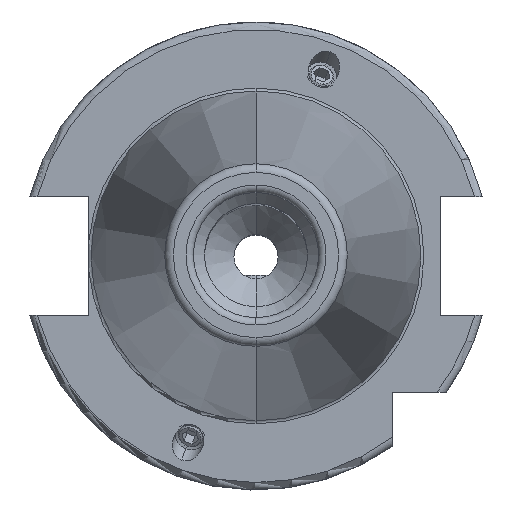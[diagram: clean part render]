
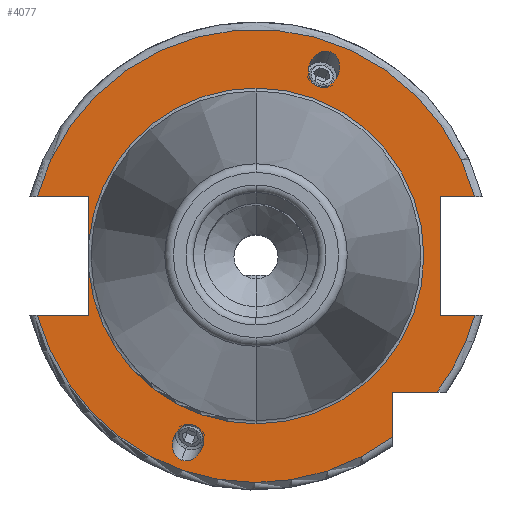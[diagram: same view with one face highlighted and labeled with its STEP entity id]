
A CAD part, top view. The second image highlights one B-rep face of the part: STEP entity #4077.
In plain terms, the highlighted planar face has unit normal (0, 0, 1).
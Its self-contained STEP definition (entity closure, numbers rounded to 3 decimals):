
#971=CARTESIAN_POINT('',(0,0,15.9));
#972=DIRECTION('',(0,0,1));
#973=DIRECTION('',(0.965,0.262,0));
#974=AXIS2_PLACEMENT_3D('',#971,#972,#973);
#1022=CARTESIAN_POINT('',(0,0,15.9));
#1023=DIRECTION('',(0,0,1));
#1024=DIRECTION('',(-0.965,-0.262,0));
#1025=AXIS2_PLACEMENT_3D('',#1022,#1023,#1024);
#1038=DIRECTION('',(1,0,0));
#1039=VECTOR('',#1038,7.004);
#1040=CARTESIAN_POINT('',(-29.704,-8.05,15.9));
#1041=LINE('',#1040,#1039);
#1042=DIRECTION('',(0,1,0));
#1043=VECTOR('',#1042,5.917);
#1044=CARTESIAN_POINT('',(-22.7,-8.05,15.9));
#1045=LINE('',#1044,#1043);
#1046=DIRECTION('',(0,1,0));
#1047=VECTOR('',#1046,5.917);
#1048=CARTESIAN_POINT('',(-22.7,2.133,15.9));
#1049=LINE('',#1048,#1047);
#1050=DIRECTION('',(1,0,0));
#1051=VECTOR('',#1050,7.004);
#1052=CARTESIAN_POINT('',(-29.704,8.05,15.9));
#1053=LINE('',#1052,#1051);
#1054=DIRECTION('',(-1,0,0));
#1055=VECTOR('',#1054,4.704);
#1056=CARTESIAN_POINT('',(29.704,8.05,15.9));
#1057=LINE('',#1056,#1055);
#1058=DIRECTION('',(0,-1,0));
#1059=VECTOR('',#1058,16.1);
#1060=CARTESIAN_POINT('',(25,8.05,15.9));
#1061=LINE('',#1060,#1059);
#1062=DIRECTION('',(-1,0,0));
#1063=VECTOR('',#1062,4.704);
#1064=CARTESIAN_POINT('',(29.704,-8.05,15.9));
#1065=LINE('',#1064,#1063);
#1066=CARTESIAN_POINT('',(0,0,15.9));
#1067=DIRECTION('',(0,0,1));
#1068=DIRECTION('',(0.799,-0.601,0));
#1069=AXIS2_PLACEMENT_3D('',#1066,#1067,#1068);
#1071=DIRECTION('',(-1,0,0));
#1072=VECTOR('',#1071,6.094);
#1073=CARTESIAN_POINT('',(24.594,-18.5,15.9));
#1074=LINE('',#1073,#1072);
#1075=DIRECTION('',(0,1,0));
#1076=VECTOR('',#1075,6.094);
#1077=CARTESIAN_POINT('',(18.5,-24.594,15.9));
#1078=LINE('',#1077,#1076);
#1079=CARTESIAN_POINT('',(10.09,27.723,15.9));
#1080=CARTESIAN_POINT('',(9.863,27.806,15.9));
#1081=CARTESIAN_POINT('',(9.337,27.884,15.9));
#1082=CARTESIAN_POINT('',(8.455,27.594,15.9));
#1083=CARTESIAN_POINT('',(7.834,27.033,15.9));
#1084=CARTESIAN_POINT('',(7.483,26.49,15.9));
#1085=CARTESIAN_POINT('',(7.298,26.077,15.9));
#1086=CARTESIAN_POINT('',(7.174,25.641,15.9));
#1087=CARTESIAN_POINT('',(7.094,25.,15.9));
#1088=CARTESIAN_POINT('',(7.208,24.17,15.9));
#1089=CARTESIAN_POINT('',(7.698,23.381,15.9));
#1090=CARTESIAN_POINT('',(8.152,23.103,15.9));
#1091=CARTESIAN_POINT('',(8.379,23.02,15.9));
#1093=CARTESIAN_POINT('',(8.379,23.02,15.9));
#1094=CARTESIAN_POINT('',(8.606,22.937,15.9));
#1095=CARTESIAN_POINT('',(9.133,22.859,15.9));
#1096=CARTESIAN_POINT('',(10.014,23.149,15.9));
#1097=CARTESIAN_POINT('',(10.635,23.711,15.9));
#1098=CARTESIAN_POINT('',(10.986,24.253,15.9));
#1099=CARTESIAN_POINT('',(11.171,24.667,15.9));
#1100=CARTESIAN_POINT('',(11.295,25.103,15.9));
#1101=CARTESIAN_POINT('',(11.375,25.744,15.9));
#1102=CARTESIAN_POINT('',(11.261,26.573,15.9));
#1103=CARTESIAN_POINT('',(10.771,27.362,15.9));
#1104=CARTESIAN_POINT('',(10.318,27.641,15.9));
#1105=CARTESIAN_POINT('',(10.09,27.723,15.9));
#1107=CARTESIAN_POINT('',(-10.09,-27.723,15.9));
#1108=CARTESIAN_POINT('',(-10.318,-27.641,15.9));
#1109=CARTESIAN_POINT('',(-10.771,-27.362,15.9));
#1110=CARTESIAN_POINT('',(-11.261,-26.573,15.9));
#1111=CARTESIAN_POINT('',(-11.375,-25.744,15.9));
#1112=CARTESIAN_POINT('',(-11.295,-25.103,15.9));
#1113=CARTESIAN_POINT('',(-11.171,-24.667,15.9));
#1114=CARTESIAN_POINT('',(-10.986,-24.253,15.9));
#1115=CARTESIAN_POINT('',(-10.635,-23.711,15.9));
#1116=CARTESIAN_POINT('',(-10.014,-23.149,15.9));
#1117=CARTESIAN_POINT('',(-9.133,-22.859,15.9));
#1118=CARTESIAN_POINT('',(-8.606,-22.937,15.9));
#1119=CARTESIAN_POINT('',(-8.379,-23.02,15.9));
#1121=CARTESIAN_POINT('',(-8.379,-23.02,15.9));
#1122=CARTESIAN_POINT('',(-8.152,-23.103,15.9));
#1123=CARTESIAN_POINT('',(-7.698,-23.381,15.9));
#1124=CARTESIAN_POINT('',(-7.208,-24.17,15.9));
#1125=CARTESIAN_POINT('',(-7.094,-25.,15.9));
#1126=CARTESIAN_POINT('',(-7.174,-25.641,15.9));
#1127=CARTESIAN_POINT('',(-7.298,-26.077,15.9));
#1128=CARTESIAN_POINT('',(-7.483,-26.49,15.9));
#1129=CARTESIAN_POINT('',(-7.834,-27.033,15.9));
#1130=CARTESIAN_POINT('',(-8.455,-27.594,15.9));
#1131=CARTESIAN_POINT('',(-9.337,-27.884,15.9));
#1132=CARTESIAN_POINT('',(-9.863,-27.806,15.9));
#1133=CARTESIAN_POINT('',(-10.09,-27.723,15.9));
#1145=CARTESIAN_POINT('',(0,0,15.9));
#1146=DIRECTION('',(0,0,1));
#1147=DIRECTION('',(0,1,0));
#1148=AXIS2_PLACEMENT_3D('',#1145,#1146,#1147);
#1160=CARTESIAN_POINT('',(0,0,15.9));
#1161=DIRECTION('',(0,0,1));
#1162=DIRECTION('',(-0.996,-0.094,0));
#1163=AXIS2_PLACEMENT_3D('',#1160,#1161,#1162);
#1165=CARTESIAN_POINT('',(0,0,15.9));
#1166=DIRECTION('',(0,0,-1));
#1167=DIRECTION('',(0,1,0));
#1168=AXIS2_PLACEMENT_3D('',#1165,#1166,#1167);
#2703=CARTESIAN_POINT('',(0,22.8,15.9));
#2705=VERTEX_POINT('',#2703);
#2725=CARTESIAN_POINT('',(0,-22.8,15.9));
#2727=VERTEX_POINT('',#2725);
#2873=CARTESIAN_POINT('',(-29.704,-8.05,15.9));
#2874=CARTESIAN_POINT('',(-22.7,-8.05,15.9));
#2875=VERTEX_POINT('',#2873);
#2876=VERTEX_POINT('',#2874);
#2877=CARTESIAN_POINT('',(-22.7,-2.133,15.9));
#2878=VERTEX_POINT('',#2877);
#2879=CARTESIAN_POINT('',(-22.7,2.133,15.9));
#2880=CARTESIAN_POINT('',(-22.7,8.05,15.9));
#2881=VERTEX_POINT('',#2879);
#2882=VERTEX_POINT('',#2880);
#2883=CARTESIAN_POINT('',(-29.704,8.05,15.9));
#2884=VERTEX_POINT('',#2883);
#2885=CARTESIAN_POINT('',(25,8.05,15.9));
#2886=CARTESIAN_POINT('',(25,-8.05,15.9));
#2887=VERTEX_POINT('',#2885);
#2888=VERTEX_POINT('',#2886);
#2889=CARTESIAN_POINT('',(29.704,-8.05,15.9));
#2890=VERTEX_POINT('',#2889);
#2891=CARTESIAN_POINT('',(29.704,8.05,15.9));
#2892=VERTEX_POINT('',#2891);
#2893=CARTESIAN_POINT('',(18.5,-24.594,15.9));
#2894=CARTESIAN_POINT('',(18.5,-18.5,15.9));
#2895=VERTEX_POINT('',#2893);
#2896=VERTEX_POINT('',#2894);
#2897=CARTESIAN_POINT('',(24.594,-18.5,15.9));
#2898=VERTEX_POINT('',#2897);
#2987=VERTEX_POINT('',#1079);
#2988=VERTEX_POINT('',#1091);
#3044=CARTESIAN_POINT('',(-10.09,-27.723,15.9));
#3046=VERTEX_POINT('',#3044);
#3051=CARTESIAN_POINT('',(-8.379,-23.02,15.9));
#3052=VERTEX_POINT('',#3051);
#4038=CARTESIAN_POINT('',(0,0,15.9));
#4039=DIRECTION('',(0,0,-1));
#4040=DIRECTION('',(0,-1,0));
#4041=AXIS2_PLACEMENT_3D('',#4038,#4039,#4040);
#4042=PLANE('',#4041);
#4043=ORIENTED_EDGE('',*,*,#3325,.T.);
#4044=ORIENTED_EDGE('',*,*,#3363,.T.);
#4046=ORIENTED_EDGE('',*,*,#4045,.T.);
#4048=ORIENTED_EDGE('',*,*,#4047,.F.);
#4050=ORIENTED_EDGE('',*,*,#4049,.T.);
#4051=ORIENTED_EDGE('',*,*,#3359,.T.);
#4052=ORIENTED_EDGE('',*,*,#3396,.F.);
#4053=ORIENTED_EDGE('',*,*,#4016,.F.);
#4055=ORIENTED_EDGE('',*,*,#4054,.T.);
#4057=ORIENTED_EDGE('',*,*,#4056,.T.);
#4058=ORIENTED_EDGE('',*,*,#3275,.F.);
#4059=ORIENTED_EDGE('',*,*,#4006,.F.);
#4060=ORIENTED_EDGE('',*,*,#3449,.T.);
#4061=ORIENTED_EDGE('',*,*,#3500,.F.);
#4062=ORIENTED_EDGE('',*,*,#4032,.F.);
#4063=EDGE_LOOP('',(#4043,#4044,#4046,#4048,#4050,#4051,#4052,#4053,#4055,#4057,
#4058,#4059,#4060,#4061,#4062));
#4064=FACE_OUTER_BOUND('',#4063,.F.);
#4066=ORIENTED_EDGE('',*,*,#4065,.T.);
#4068=ORIENTED_EDGE('',*,*,#4067,.T.);
#4069=EDGE_LOOP('',(#4066,#4068));
#4070=FACE_BOUND('',#4069,.F.);
#4072=ORIENTED_EDGE('',*,*,#4071,.F.);
#4074=ORIENTED_EDGE('',*,*,#4073,.F.);
#4075=EDGE_LOOP('',(#4072,#4074));
#4076=FACE_BOUND('',#4075,.F.);
#4077=ADVANCED_FACE('',(#4064,#4070,#4076),#4042,.F.);
#975=CIRCLE('',#974,30.775);
#1026=CIRCLE('',#1025,30.775);
#1070=CIRCLE('',#1069,30.775);
#1092=B_SPLINE_CURVE_WITH_KNOTS('',3,(#1079,#1080,#1081,#1082,#1083,#1084,#1085,
#1086,#1087,#1088,#1089,#1090,#1091),.UNSPECIFIED.,.F.,.F.,(4,1,1,1,1,1,1,1,1,1,
4),(0,0.125,0.25,0.375,0.438,0.5,0.563,0.625,0.75,0.875,
1.0),.UNSPECIFIED.);
#1106=B_SPLINE_CURVE_WITH_KNOTS('',3,(#1093,#1094,#1095,#1096,#1097,#1098,#1099,
#1100,#1101,#1102,#1103,#1104,#1105),.UNSPECIFIED.,.F.,.F.,(4,1,1,1,1,1,1,1,1,1,
4),(0,0.125,0.25,0.375,0.438,0.5,0.563,0.625,0.75,0.875,
1.0),.UNSPECIFIED.);
#1120=B_SPLINE_CURVE_WITH_KNOTS('',3,(#1107,#1108,#1109,#1110,#1111,#1112,#1113,
#1114,#1115,#1116,#1117,#1118,#1119),.UNSPECIFIED.,.F.,.F.,(4,1,1,1,1,1,1,1,1,1,
4),(0,0.125,0.25,0.375,0.438,0.5,0.563,0.625,0.75,0.875,
1.0),.UNSPECIFIED.);
#1134=B_SPLINE_CURVE_WITH_KNOTS('',3,(#1121,#1122,#1123,#1124,#1125,#1126,#1127,
#1128,#1129,#1130,#1131,#1132,#1133),.UNSPECIFIED.,.F.,.F.,(4,1,1,1,1,1,1,1,1,1,
4),(0,0.125,0.25,0.375,0.438,0.5,0.563,0.625,0.75,0.875,
1.0),.UNSPECIFIED.);
#1149=CIRCLE('',#1148,22.8);
#1164=CIRCLE('',#1163,22.8);
#1169=CIRCLE('',#1168,22.8);
#3275=EDGE_CURVE('',#2890,#2888,#1065,.T.);
#3325=EDGE_CURVE('',#2875,#2876,#1041,.T.);
#3359=EDGE_CURVE('',#2881,#2882,#1049,.T.);
#3363=EDGE_CURVE('',#2876,#2878,#1045,.T.);
#3396=EDGE_CURVE('',#2884,#2882,#1053,.T.);
#3449=EDGE_CURVE('',#2898,#2896,#1074,.T.);
#3500=EDGE_CURVE('',#2895,#2896,#1078,.T.);
#4006=EDGE_CURVE('',#2898,#2890,#1070,.T.);
#4016=EDGE_CURVE('',#2892,#2884,#975,.T.);
#4032=EDGE_CURVE('',#2875,#2895,#1026,.T.);
#4045=EDGE_CURVE('',#2878,#2727,#1164,.T.);
#4047=EDGE_CURVE('',#2705,#2727,#1169,.T.);
#4049=EDGE_CURVE('',#2705,#2881,#1149,.T.);
#4054=EDGE_CURVE('',#2892,#2887,#1057,.T.);
#4056=EDGE_CURVE('',#2887,#2888,#1061,.T.);
#4065=EDGE_CURVE('',#2987,#2988,#1092,.T.);
#4067=EDGE_CURVE('',#2988,#2987,#1106,.T.);
#4071=EDGE_CURVE('',#3046,#3052,#1120,.T.);
#4073=EDGE_CURVE('',#3052,#3046,#1134,.T.);
